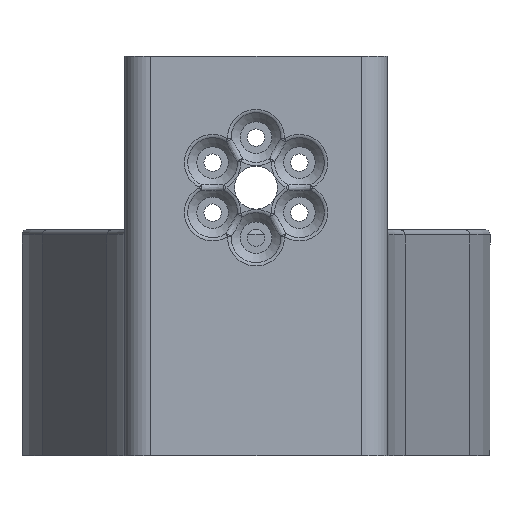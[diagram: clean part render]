
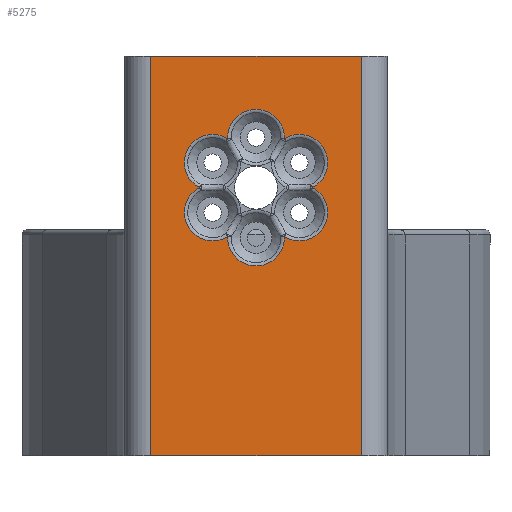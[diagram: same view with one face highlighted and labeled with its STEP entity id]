
A CAD part, front view. The second image highlights one B-rep face of the part: STEP entity #5275.
In plain terms, the highlighted planar face has unit normal (0, -1, 0).
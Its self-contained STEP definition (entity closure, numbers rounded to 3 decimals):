
#149=FACE_BOUND('',#1490,.T.);
#224=PLANE('',#5749);
#313=LINE('',#8867,#620);
#314=LINE('',#8869,#621);
#315=LINE('',#8871,#622);
#316=LINE('',#8872,#623);
#620=VECTOR('',#6697,10.);
#621=VECTOR('',#6698,10.);
#622=VECTOR('',#6699,10.);
#623=VECTOR('',#6700,10.);
#1157=FACE_OUTER_BOUND('',#1489,.T.);
#1489=EDGE_LOOP('',(#3871,#3872,#3873,#3874));
#1490=EDGE_LOOP('',(#3875,#3876,#3877,#3878,#3879,#3880));
#1913=CIRCLE('',#5679,5.373);
#1925=CIRCLE('',#5695,5.373);
#1940=CIRCLE('',#5715,5.373);
#1946=CIRCLE('',#5723,5.373);
#1948=CIRCLE('',#5726,5.373);
#1955=CIRCLE('',#5736,5.373);
#2311=VERTEX_POINT('',#8487);
#2317=VERTEX_POINT('',#8543);
#2324=VERTEX_POINT('',#8608);
#2331=VERTEX_POINT('',#8669);
#2337=VERTEX_POINT('',#8683);
#2341=VERTEX_POINT('',#8737);
#2349=VERTEX_POINT('',#8865);
#2350=VERTEX_POINT('',#8866);
#2351=VERTEX_POINT('',#8868);
#2352=VERTEX_POINT('',#8870);
#2859=EDGE_CURVE('',#2311,#2317,#1913,.T.);
#2871=EDGE_CURVE('',#2324,#2311,#1925,.T.);
#2888=EDGE_CURVE('',#2337,#2324,#1940,.T.);
#2896=EDGE_CURVE('',#2341,#2337,#1946,.T.);
#2900=EDGE_CURVE('',#2331,#2341,#1948,.T.);
#2909=EDGE_CURVE('',#2317,#2331,#1955,.T.);
#2920=EDGE_CURVE('',#2349,#2350,#313,.T.);
#2921=EDGE_CURVE('',#2349,#2351,#314,.T.);
#2922=EDGE_CURVE('',#2352,#2351,#315,.T.);
#2923=EDGE_CURVE('',#2352,#2350,#316,.T.);
#3871=ORIENTED_EDGE('',*,*,#2920,.F.);
#3872=ORIENTED_EDGE('',*,*,#2921,.T.);
#3873=ORIENTED_EDGE('',*,*,#2922,.F.);
#3874=ORIENTED_EDGE('',*,*,#2923,.T.);
#3875=ORIENTED_EDGE('',*,*,#2859,.F.);
#3876=ORIENTED_EDGE('',*,*,#2871,.F.);
#3877=ORIENTED_EDGE('',*,*,#2888,.F.);
#3878=ORIENTED_EDGE('',*,*,#2896,.F.);
#3879=ORIENTED_EDGE('',*,*,#2900,.F.);
#3880=ORIENTED_EDGE('',*,*,#2909,.F.);
#5275=ADVANCED_FACE('',(#1157,#149),#224,.T.);
#5679=AXIS2_PLACEMENT_3D('',#8594,#6552,#6553);
#5695=AXIS2_PLACEMENT_3D('',#8618,#6584,#6585);
#5715=AXIS2_PLACEMENT_3D('',#8693,#6624,#6625);
#5723=AXIS2_PLACEMENT_3D('',#8747,#6640,#6641);
#5726=AXIS2_PLACEMENT_3D('',#8792,#6646,#6647);
#5736=AXIS2_PLACEMENT_3D('',#8845,#6666,#6667);
#5749=AXIS2_PLACEMENT_3D('',#8864,#6695,#6696);
#6552=DIRECTION('center_axis',(0.,-1.,0.));
#6553=DIRECTION('ref_axis',(0.,0.,
-1.));
#6584=DIRECTION('center_axis',(0.,-1.,0.));
#6585=DIRECTION('ref_axis',(-0.866,0.,-0.501));
#6624=DIRECTION('center_axis',(0.,-1.,0.));
#6625=DIRECTION('ref_axis',(-0.866,0.,0.501));
#6640=DIRECTION('center_axis',(0.,-1.,0.));
#6641=DIRECTION('ref_axis',(0.,0.,
1.));
#6646=DIRECTION('center_axis',(0.,-1.,0.));
#6647=DIRECTION('ref_axis',(0.866,0.,0.501));
#6666=DIRECTION('center_axis',(0.,-1.,0.));
#6667=DIRECTION('ref_axis',(0.866,0.,-0.501));
#6695=DIRECTION('center_axis',(0.,-1.,0.));
#6696=DIRECTION('ref_axis',(0.,0.,
-1.));
#6697=DIRECTION('',(0.,0.,1.));
#6698=DIRECTION('',(1.,0.,0.));
#6699=DIRECTION('',(0.,0.,-1.));
#6700=DIRECTION('',(-1.,0.,0.));
#8487=CARTESIAN_POINT('',(-5.368,-107.5,73.496));
#8543=CARTESIAN_POINT('',(5.368,-107.5,73.496));
#8594=CARTESIAN_POINT('Origin',(0.,-107.5,
73.266));
#8608=CARTESIAN_POINT('',(-10.741,-107.5,82.791));
#8618=CARTESIAN_POINT('Origin',(-8.25,-107.5,78.03));
#8669=CARTESIAN_POINT('',(10.741,-107.5,82.791));
#8683=CARTESIAN_POINT('',(-5.368,-107.5,92.086));
#8693=CARTESIAN_POINT('Origin',(-8.25,-107.5,87.551));
#8737=CARTESIAN_POINT('',(5.368,-107.5,92.086));
#8747=CARTESIAN_POINT('Origin',(0.,-107.5,
92.316));
#8792=CARTESIAN_POINT('Origin',(8.25,-107.5,87.551));
#8845=CARTESIAN_POINT('Origin',(8.25,-107.5,78.03));
#8864=CARTESIAN_POINT('Origin',(78.99,-107.5,71.4));
#8865=CARTESIAN_POINT('',(-20.,-107.5,31.791));
#8866=CARTESIAN_POINT('',(-20.,-107.5,107.791));
#8867=CARTESIAN_POINT('',(-20.,-107.5,54.095));
#8868=CARTESIAN_POINT('',(20.,-107.5,31.791));
#8869=CARTESIAN_POINT('',(-25.,-107.5,31.791));
#8870=CARTESIAN_POINT('',(20.,-107.5,107.791));
#8871=CARTESIAN_POINT('',(20.,-107.5,51.285));
#8872=CARTESIAN_POINT('',(16.248,-107.5,107.791));
